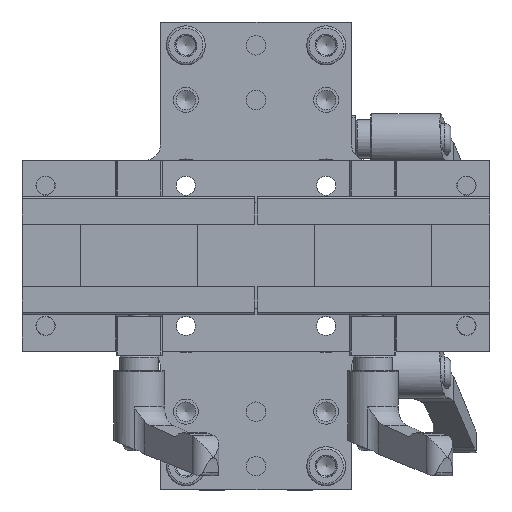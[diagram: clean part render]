
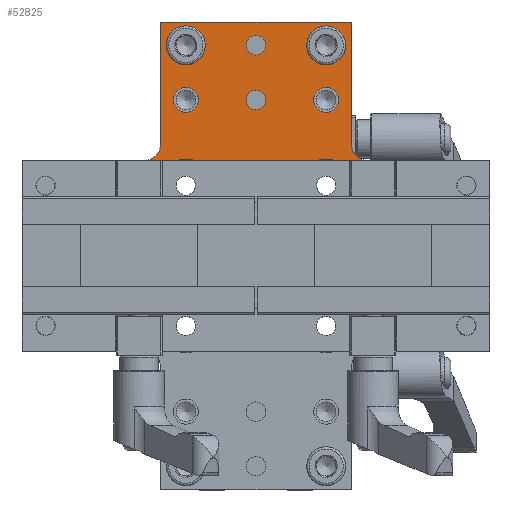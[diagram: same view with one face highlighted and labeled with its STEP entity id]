
A CAD part, top view. The second image highlights one B-rep face of the part: STEP entity #52825.
In plain terms, the highlighted planar face has unit normal (0, 0, 1).
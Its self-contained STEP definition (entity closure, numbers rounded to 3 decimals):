
#2304=CIRCLE('',#55557,0.3);
#2305=CIRCLE('',#55560,0.3);
#2306=CIRCLE('',#55562,5.);
#2307=CIRCLE('',#55564,2.5);
#2308=CIRCLE('',#55566,2.5);
#2309=CIRCLE('',#55568,3.2);
#2310=CIRCLE('',#55570,3.2);
#2311=CIRCLE('',#55572,5.);
#2337=CIRCLE('',#55647,4.);
#2339=CIRCLE('',#55650,4.);
#2366=CIRCLE('',#55720,6.855);
#2367=CIRCLE('',#55721,6.855);
#12357=ORIENTED_EDGE('',*,*,#18170,.T.);
#12358=ORIENTED_EDGE('',*,*,#18169,.T.);
#12359=ORIENTED_EDGE('',*,*,#18168,.T.);
#12360=ORIENTED_EDGE('',*,*,#18167,.T.);
#12361=ORIENTED_EDGE('',*,*,#18166,.T.);
#12362=ORIENTED_EDGE('',*,*,#18165,.T.);
#12363=ORIENTED_EDGE('',*,*,#18256,.T.);
#12364=ORIENTED_EDGE('',*,*,#18337,.F.);
#12365=ORIENTED_EDGE('',*,*,#18338,.T.);
#12366=ORIENTED_EDGE('',*,*,#18339,.F.);
#12367=ORIENTED_EDGE('',*,*,#18340,.T.);
#12368=ORIENTED_EDGE('',*,*,#18341,.F.);
#12369=ORIENTED_EDGE('',*,*,#18259,.T.);
#12370=ORIENTED_EDGE('',*,*,#18171,.T.);
#12371=ORIENTED_EDGE('',*,*,#18163,.T.);
#12372=ORIENTED_EDGE('',*,*,#18160,.F.);
#12373=ORIENTED_EDGE('',*,*,#18157,.T.);
#12374=ORIENTED_EDGE('',*,*,#18230,.F.);
#18157=EDGE_CURVE('',#21976,#21975,#2304,.F.);
#18160=EDGE_CURVE('',#21976,#21977,#25652,.T.);
#18163=EDGE_CURVE('',#21978,#21977,#2305,.F.);
#18165=EDGE_CURVE('',#21979,#21979,#2306,.T.);
#18166=EDGE_CURVE('',#21980,#21980,#2307,.T.);
#18167=EDGE_CURVE('',#21981,#21981,#2308,.T.);
#18168=EDGE_CURVE('',#21982,#21982,#2309,.T.);
#18169=EDGE_CURVE('',#21983,#21983,#2310,.T.);
#18170=EDGE_CURVE('',#21984,#21984,#2311,.T.);
#18171=EDGE_CURVE('',#21985,#21978,#25656,.T.);
#18230=EDGE_CURVE('',#22026,#21975,#25693,.T.);
#18256=EDGE_CURVE('',#22026,#22044,#2337,.T.);
#18259=EDGE_CURVE('',#22046,#21985,#2339,.T.);
#18337=EDGE_CURVE('',#22099,#22044,#25750,.T.);
#18338=EDGE_CURVE('',#22099,#22100,#2366,.T.);
#18339=EDGE_CURVE('',#22101,#22100,#25751,.T.);
#18340=EDGE_CURVE('',#22101,#22102,#2367,.T.);
#18341=EDGE_CURVE('',#22046,#22102,#25752,.T.);
#21975=VERTEX_POINT('',#94161);
#21976=VERTEX_POINT('',#94163);
#21977=VERTEX_POINT('',#94168);
#21978=VERTEX_POINT('',#94173);
#21979=VERTEX_POINT('',#94177);
#21980=VERTEX_POINT('',#94180);
#21981=VERTEX_POINT('',#94183);
#21982=VERTEX_POINT('',#94186);
#21983=VERTEX_POINT('',#94189);
#21984=VERTEX_POINT('',#94192);
#21985=VERTEX_POINT('',#94195);
#22026=VERTEX_POINT('',#94318);
#22044=VERTEX_POINT('',#94378);
#22046=VERTEX_POINT('',#94384);
#22099=VERTEX_POINT('',#94549);
#22100=VERTEX_POINT('',#94551);
#22101=VERTEX_POINT('',#94553);
#22102=VERTEX_POINT('',#94555);
#25652=LINE('',#94167,#29285);
#25656=LINE('',#94194,#29289);
#25693=LINE('',#94319,#29326);
#25750=LINE('',#94548,#29383);
#25751=LINE('',#94552,#29384);
#25752=LINE('',#94556,#29385);
#29285=VECTOR('',#64378,1000.);
#29289=VECTOR('',#64412,1000.);
#29326=VECTOR('',#64541,1000.);
#29383=VECTOR('',#64798,1000.);
#29384=VECTOR('',#64801,1000.);
#29385=VECTOR('',#64804,1000.);
#31895=EDGE_LOOP('',(#12357));
#31896=EDGE_LOOP('',(#12358));
#31897=EDGE_LOOP('',(#12359));
#31898=EDGE_LOOP('',(#12360));
#31899=EDGE_LOOP('',(#12361));
#31900=EDGE_LOOP('',(#12362));
#31901=EDGE_LOOP('',(#12363,#12364,#12365,#12366,#12367,#12368,#12369,#12370,
#12371,#12372,#12373,#12374));
#34488=FACE_BOUND('',#31895,.T.);
#34489=FACE_BOUND('',#31896,.T.);
#34490=FACE_BOUND('',#31897,.T.);
#34491=FACE_BOUND('',#31898,.T.);
#34492=FACE_BOUND('',#31899,.T.);
#34493=FACE_BOUND('',#31900,.T.);
#34494=FACE_BOUND('',#31901,.T.);
#35970=PLANE('',#55719);
#52825=ADVANCED_FACE('',(#34488,#34489,#34490,#34491,#34492,#34493,#34494),
#35970,.F.);
#55557=AXIS2_PLACEMENT_3D('',#94162,#64372,#64373);
#55560=AXIS2_PLACEMENT_3D('',#94172,#64383,#64384);
#55562=AXIS2_PLACEMENT_3D('',#94176,#64388,#64389);
#55564=AXIS2_PLACEMENT_3D('',#94179,#64392,#64393);
#55566=AXIS2_PLACEMENT_3D('',#94182,#64396,#64397);
#55568=AXIS2_PLACEMENT_3D('',#94185,#64400,#64401);
#55570=AXIS2_PLACEMENT_3D('',#94188,#64404,#64405);
#55572=AXIS2_PLACEMENT_3D('',#94191,#64408,#64409);
#55647=AXIS2_PLACEMENT_3D('',#94377,#64609,#64610);
#55650=AXIS2_PLACEMENT_3D('',#94383,#64616,#64617);
#55719=AXIS2_PLACEMENT_3D('',#94547,#64796,#64797);
#55720=AXIS2_PLACEMENT_3D('',#94550,#64799,#64800);
#55721=AXIS2_PLACEMENT_3D('',#94554,#64802,#64803);
#64372=DIRECTION('',(0.,0.,-1.));
#64373=DIRECTION('',(0.,-1.,0.));
#64378=DIRECTION('',(1.,0.,0.));
#64383=DIRECTION('',(0.,0.,-1.));
#64384=DIRECTION('',(0.,-1.,0.));
#64388=DIRECTION('',(0.,0.,-1.));
#64389=DIRECTION('',(-0.957,-0.29,0.));
#64392=DIRECTION('',(0.,0.,-1.));
#64393=DIRECTION('',(0.,-1.,0.));
#64396=DIRECTION('',(0.,0.,-1.));
#64397=DIRECTION('',(0.,-1.,0.));
#64400=DIRECTION('',(0.,0.,-1.));
#64401=DIRECTION('',(0.,-1.,0.));
#64404=DIRECTION('',(0.,0.,-1.));
#64405=DIRECTION('',(0.,-1.,0.));
#64408=DIRECTION('',(0.,0.,-1.));
#64409=DIRECTION('',(-0.957,-0.29,0.));
#64412=DIRECTION('',(0.,1.,0.));
#64541=DIRECTION('',(0.,1.,0.));
#64609=DIRECTION('',(0.,0.,-1.));
#64610=DIRECTION('',(0.,-1.,0.));
#64616=DIRECTION('',(0.,0.,-1.));
#64617=DIRECTION('',(0.,-1.,0.));
#64796=DIRECTION('',(0.,0.,-1.));
#64797=DIRECTION('',(0.,-1.,0.));
#64798=DIRECTION('',(-1.,0.,0.));
#64799=DIRECTION('',(0.,0.,-1.));
#64800=DIRECTION('',(0.,-1.,0.));
#64801=DIRECTION('',(-1.,0.,0.));
#64802=DIRECTION('',(0.,0.,-1.));
#64803=DIRECTION('',(0.,-1.,0.));
#64804=DIRECTION('',(-1.,0.,0.));
#94161=CARTESIAN_POINT('',(-24.5,119.7,43.));
#94162=CARTESIAN_POINT('',(-24.2,119.7,43.));
#94163=CARTESIAN_POINT('',(-24.2,120.,43.));
#94167=CARTESIAN_POINT('',(-40.,120.,43.));
#94168=CARTESIAN_POINT('',(24.2,120.,43.));
#94172=CARTESIAN_POINT('',(24.2,119.7,43.));
#94173=CARTESIAN_POINT('',(24.5,119.7,43.));
#94176=CARTESIAN_POINT('',(18.,114.,43.));
#94177=CARTESIAN_POINT('',(13.215,112.549,43.));
#94179=CARTESIAN_POINT('',(0.,100.,43.));
#94180=CARTESIAN_POINT('',(0.,97.5,43.));
#94182=CARTESIAN_POINT('',(0.,114.,43.));
#94183=CARTESIAN_POINT('',(0.,111.5,43.));
#94185=CARTESIAN_POINT('',(-18.,100.,43.));
#94186=CARTESIAN_POINT('',(-18.,96.8,43.));
#94188=CARTESIAN_POINT('',(18.,100.,43.));
#94189=CARTESIAN_POINT('',(18.,96.8,43.));
#94191=CARTESIAN_POINT('',(-18.,114.,43.));
#94192=CARTESIAN_POINT('',(-22.785,112.549,43.));
#94194=CARTESIAN_POINT('',(24.5,60.,43.));
#94195=CARTESIAN_POINT('',(24.5,88.5,43.));
#94318=CARTESIAN_POINT('',(-24.5,88.5,43.));
#94319=CARTESIAN_POINT('',(-24.5,60.,43.));
#94377=CARTESIAN_POINT('',(-28.5,88.5,43.));
#94378=CARTESIAN_POINT('',(-28.5,84.5,43.));
#94383=CARTESIAN_POINT('',(28.5,88.5,43.));
#94384=CARTESIAN_POINT('',(28.5,84.5,43.));
#94547=CARTESIAN_POINT('',(0.,60.,43.));
#94548=CARTESIAN_POINT('',(0.,84.5,43.));
#94549=CARTESIAN_POINT('',(-20.177,84.5,43.));
#94550=CARTESIAN_POINT('',(-18.,78.,43.));
#94551=CARTESIAN_POINT('',(-15.823,84.5,43.));
#94552=CARTESIAN_POINT('',(0.,84.5,43.));
#94553=CARTESIAN_POINT('',(15.823,84.5,43.));
#94554=CARTESIAN_POINT('',(18.,78.,43.));
#94555=CARTESIAN_POINT('',(20.177,84.5,43.));
#94556=CARTESIAN_POINT('',(0.,84.5,43.));
